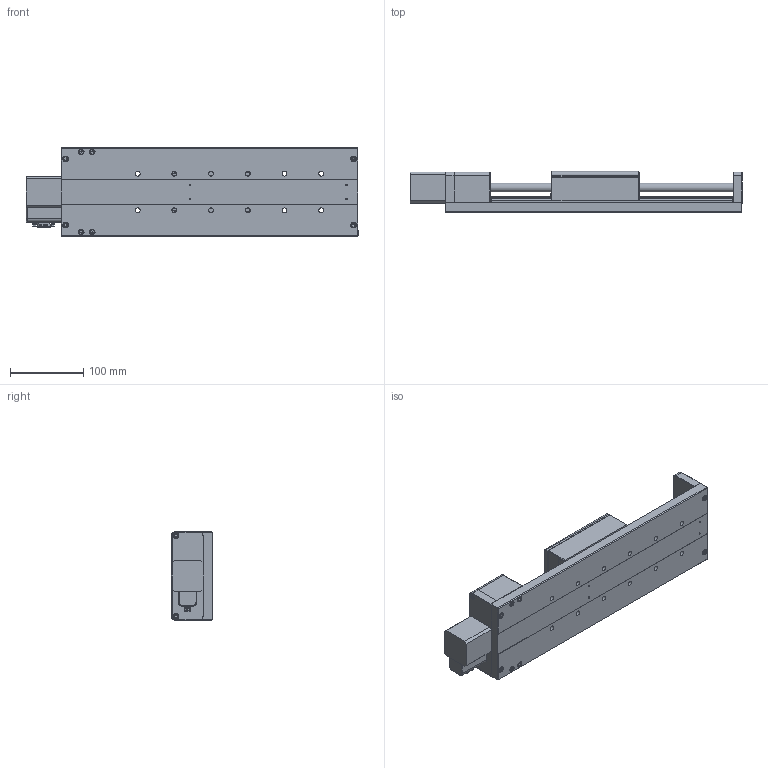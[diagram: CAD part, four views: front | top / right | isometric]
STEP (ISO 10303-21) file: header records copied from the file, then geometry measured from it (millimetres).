
FILE_DESCRIPTION (( 'STEP AP203' ), '1' );
FILE_NAME ('FMS120V-200.STEP', '2022-11-18T09:22:10', ( '' ), ( '' ), 'SwSTEP 2.0', 'SolidWorks 2017', '' );
FILE_SCHEMA (( 'CONFIG_CONTROL_DESIGN' ));
Length unit declared in the file: millimetre
Products named in the file (1): FMS120V-200
Bounding box: 452 x 56 x 120 mm (x, y, z)
Surface area: 264613.4 mm2 (no closed solid volume)
Topology: 0 solids, 110 shells, 939 faces, 3918 edges, 3009 vertices
Faces by surface type: plane 464, cylinder 288, cone 75, bspline 62, torus 36, sphere 14
Entity records: 42805 total; most frequent: CARTESIAN_POINT 11317, DIRECTION 6541, ORIENTED_EDGE 5407, EDGE_CURVE 3869, VERTEX_POINT 3000, LINE 2259, VECTOR 2259, AXIS2_PLACEMENT_3D 2141
